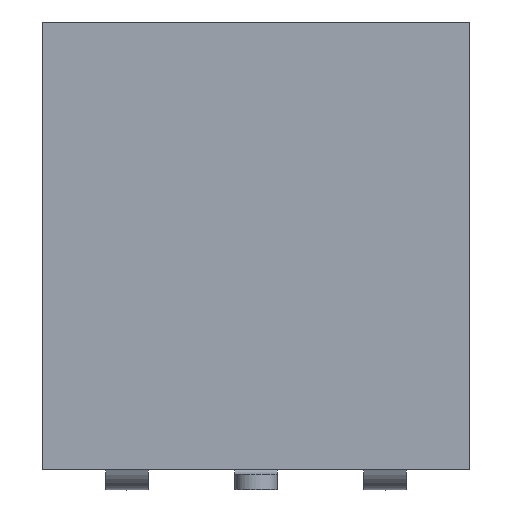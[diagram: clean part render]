
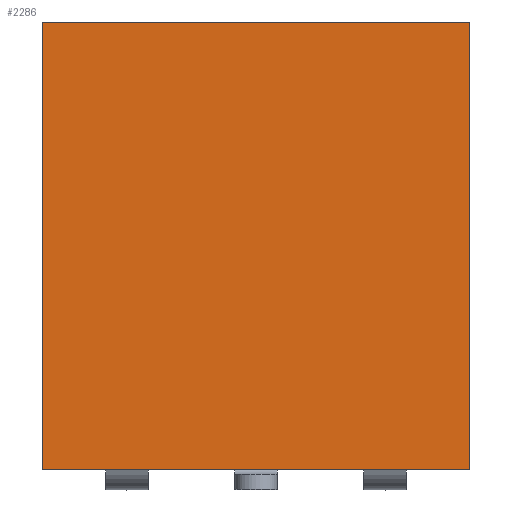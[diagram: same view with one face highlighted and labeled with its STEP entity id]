
A CAD part, top view. The second image highlights one B-rep face of the part: STEP entity #2286.
In plain terms, the highlighted planar face has unit normal (0, 0, 1).
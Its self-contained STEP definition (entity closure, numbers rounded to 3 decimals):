
#201=FACE_OUTER_BOUND('',#345,.T.);
#345=EDGE_LOOP('',(#1706,#1707,#1708,#1709));
#454=LINE('',#3309,#710);
#501=LINE('',#3404,#757);
#545=LINE('',#3494,#801);
#549=LINE('',#3501,#805);
#710=VECTOR('',#2641,4.21);
#757=VECTOR('',#2728,3.4);
#801=VECTOR('',#2802,4.21);
#805=VECTOR('',#2808,3.4);
#957=VERTEX_POINT('',#3302);
#960=VERTEX_POINT('',#3307);
#988=VERTEX_POINT('',#3403);
#1019=VERTEX_POINT('',#3491);
#1168=EDGE_CURVE('',#960,#957,#454,.T.);
#1215=EDGE_CURVE('',#988,#957,#501,.T.);
#1259=EDGE_CURVE('',#1019,#988,#545,.T.);
#1263=EDGE_CURVE('',#1019,#960,#549,.T.);
#1706=ORIENTED_EDGE('',*,*,#1263,.F.);
#1707=ORIENTED_EDGE('',*,*,#1259,.T.);
#1708=ORIENTED_EDGE('',*,*,#1215,.T.);
#1709=ORIENTED_EDGE('',*,*,#1168,.F.);
#2184=PLANE('',#2448);
#2286=ADVANCED_FACE('',(#201),#2184,.T.);
#2448=AXIS2_PLACEMENT_3D('',#3509,#2819,#2820);
#2641=DIRECTION('',(1.,0.,0.));
#2728=DIRECTION('',(0.,1.,0.));
#2802=DIRECTION('',(1.,0.,0.));
#2808=DIRECTION('',(0.,1.,0.));
#2819=DIRECTION('center_axis',(0.,0.,1.));
#2820=DIRECTION('ref_axis',(1.,0.,0.));
#3302=CARTESIAN_POINT('',(2.105,4.4,0.9));
#3307=CARTESIAN_POINT('',(-2.105,4.4,0.9));
#3309=CARTESIAN_POINT('',(-2.105,4.4,0.9));
#3403=CARTESIAN_POINT('',(2.105,0.,0.9));
#3404=CARTESIAN_POINT('',(2.105,0.,0.9));
#3491=CARTESIAN_POINT('',(-2.105,0.,0.9));
#3494=CARTESIAN_POINT('',(-2.105,0.,0.9));
#3501=CARTESIAN_POINT('',(-2.105,0.,0.9));
#3509=CARTESIAN_POINT('Origin',(-2.105,0.,0.9));
